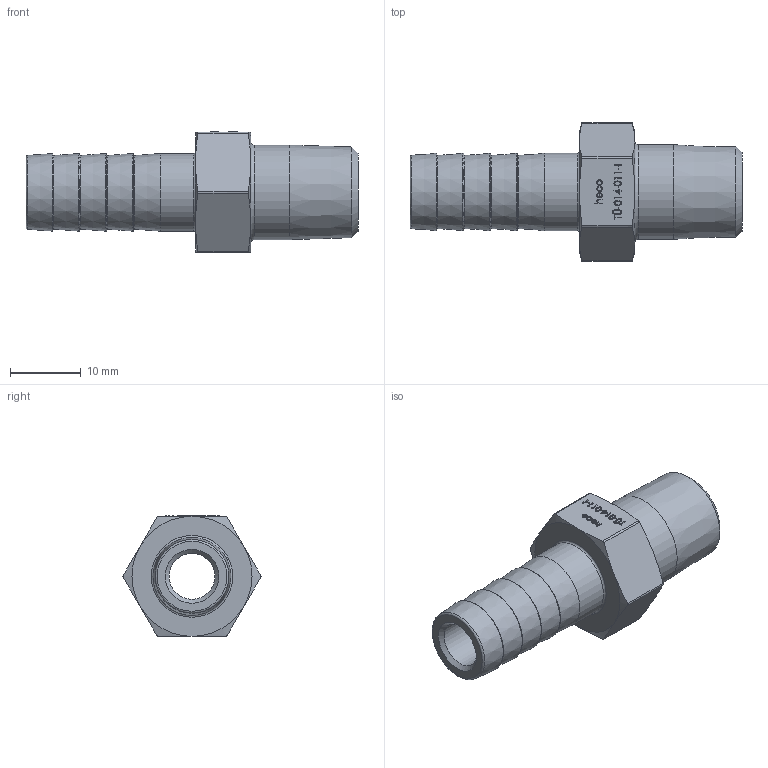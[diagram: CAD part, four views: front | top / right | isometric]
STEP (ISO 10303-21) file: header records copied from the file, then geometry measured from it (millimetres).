
FILE_DESCRIPTION (( 'STEP AP214' ), '1' );
FILE_NAME ('heco TÜ-014-011-I.STEP', '2016-01-12T13:23:21', ( 'test' ), ( '' ), 'SwSTEP 2.0', 'SolidWorks 2011', '' );
FILE_SCHEMA (( 'AUTOMOTIVE_DESIGN' ));
Length unit declared in the file: millimetre
Products named in the file (1): heco TÜ-014-011-I
Bounding box: 47 x 19.54 x 17.1 mm (x, y, z)
Volume: 4631.8 mm3; surface area: 3242.7 mm2
Topology: 1 solids, 1 shells, 220 faces, 543 edges, 354 vertices
Faces by surface type: plane 111, bspline 68, cone 21, torus 11, cylinder 9
Full cylindrical faces by diameter (mm): 6.5 x1, 11 x1, 13.388 x1
Entity records: 11812 total; most frequent: CARTESIAN_POINT 5447, ORIENTED_EDGE 1032, DIRECTION 692, EDGE_CURVE 516, VERTEX_POINT 350, LINE 302, VECTOR 302, EDGE_LOOP 274
